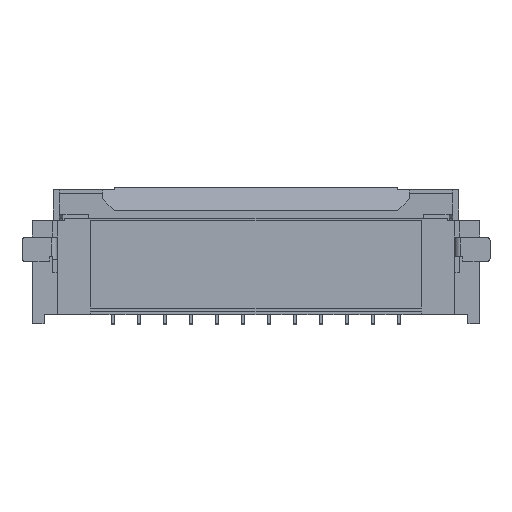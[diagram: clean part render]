
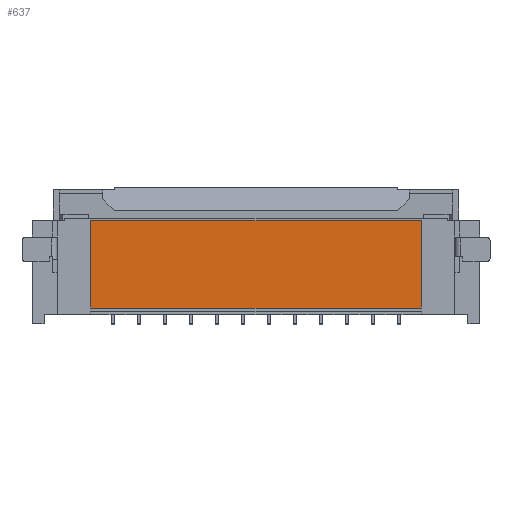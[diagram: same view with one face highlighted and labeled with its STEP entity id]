
A CAD part, front view. The second image highlights one B-rep face of the part: STEP entity #637.
In plain terms, the highlighted planar face has unit normal (0, -1, 0).
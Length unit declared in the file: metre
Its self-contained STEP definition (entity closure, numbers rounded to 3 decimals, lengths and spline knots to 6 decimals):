
#637 = ADVANCED_FACE( '', ( #2078 ), #2079, .T. );
#2078 = FACE_OUTER_BOUND( '', #3771, .T. );
#2079 = PLANE( '', #3772 );
#3771 = EDGE_LOOP( '', ( #9536, #9537, #9538, #9539 ) );
#3772 = AXIS2_PLACEMENT_3D( '', #9540, #9541, #9542 );
#9536 = ORIENTED_EDGE( '', *, *, #14120, .T. );
#9537 = ORIENTED_EDGE( '', *, *, #12192, .F. );
#9538 = ORIENTED_EDGE( '', *, *, #14149, .F. );
#9539 = ORIENTED_EDGE( '', *, *, #13205, .T. );
#9540 = CARTESIAN_POINT( '', ( -0.0086, 0., 0.0027 ) );
#9541 = DIRECTION( '', ( 0., -1., 0. ) );
#9542 = DIRECTION( '', ( 0., 0., -1. ) );
#12192 = EDGE_CURVE( '', #15037, #15032, #15039, .T. );
#13205 = EDGE_CURVE( '', #16840, #16845, #16847, .T. );
#14120 = EDGE_CURVE( '', #16845, #15032, #18262, .T. );
#14149 = EDGE_CURVE( '', #16840, #15037, #18297, .T. );
#15032 = VERTEX_POINT( '', #19541 );
#15037 = VERTEX_POINT( '', #19548 );
#15039 = LINE( '', #19551, #19552 );
#16840 = VERTEX_POINT( '', #22332 );
#16845 = VERTEX_POINT( '', #22339 );
#16847 = LINE( '', #22342, #22343 );
#18262 = LINE( '', #24618, #24619 );
#18297 = LINE( '', #24682, #24683 );
#19541 = CARTESIAN_POINT( '', ( 0.006365, 0., -0.00065 ) );
#19548 = CARTESIAN_POINT( '', ( 0.006365, 0., 0.0027 ) );
#19551 = CARTESIAN_POINT( '', ( 0.006365, 0., 0.0027 ) );
#19552 = VECTOR( '', #25554, 1. );
#22332 = CARTESIAN_POINT( '', ( -0.006365, 0., 0.0027 ) );
#22339 = CARTESIAN_POINT( '', ( -0.006365, 0., -0.00065 ) );
#22342 = CARTESIAN_POINT( '', ( -0.006365, 0., 0.0027 ) );
#22343 = VECTOR( '', #26644, 1. );
#24618 = CARTESIAN_POINT( '', ( -0.006365, 0., -0.00065 ) );
#24619 = VECTOR( '', #27684, 1. );
#24682 = CARTESIAN_POINT( '', ( -0.006365, 0., 0.0027 ) );
#24683 = VECTOR( '', #27713, 1. );
#25554 = DIRECTION( '', ( 0., 0., -1. ) );
#26644 = DIRECTION( '', ( 0., 0., -1. ) );
#27684 = DIRECTION( '', ( 1., 0., 0. ) );
#27713 = DIRECTION( '', ( 1., 0., 0. ) );
